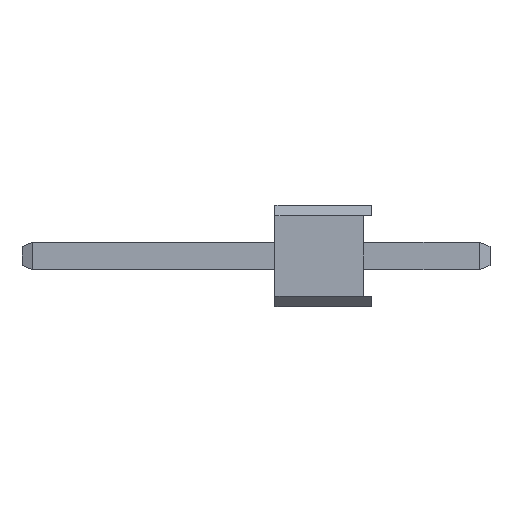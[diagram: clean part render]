
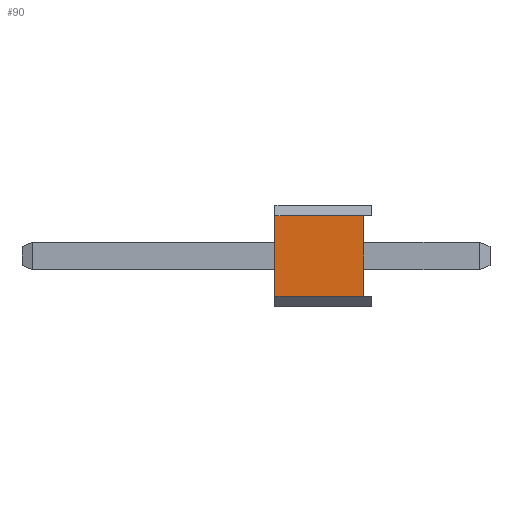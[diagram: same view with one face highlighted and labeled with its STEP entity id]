
A CAD part, left-side view. The second image highlights one B-rep face of the part: STEP entity #90.
In plain terms, the highlighted planar face has unit normal (-1, 0, 0).
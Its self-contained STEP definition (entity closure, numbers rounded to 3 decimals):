
#64 = CARTESIAN_POINT ( 'NONE',  ( -0.945, 5.3, -0.625 ) ) ;
#90 = ADVANCED_FACE ( 'NONE', ( #509 ), #839, .T. ) ;
#113 = AXIS2_PLACEMENT_3D ( 'NONE', #503, #749, #621 ) ;
#137 = DIRECTION ( 'NONE',  ( 0., 0., -1. ) ) ;
#138 = EDGE_LOOP ( 'NONE', ( #1412, #1078, #348, #975 ) ) ;
#151 = DIRECTION ( 'NONE',  ( 0., 1., 0. ) ) ;
#163 = EDGE_CURVE ( 'NONE', #314, #1178, #1275, .T. ) ;
#314 = VERTEX_POINT ( 'NONE', #1460 ) ;
#348 = ORIENTED_EDGE ( 'NONE', *, *, #619, .T. ) ;
#402 = LINE ( 'NONE', #1295, #1082 ) ;
#503 = CARTESIAN_POINT ( 'NONE',  ( -0.945, 5.3, -0.875 ) ) ;
#509 = FACE_OUTER_BOUND ( 'NONE', #138, .T. ) ;
#536 = VERTEX_POINT ( 'NONE', #1122 ) ;
#599 = LINE ( 'NONE', #842, #940 ) ;
#619 = EDGE_CURVE ( 'NONE', #536, #314, #1201, .T. ) ;
#621 = DIRECTION ( 'NONE',  ( 0., 0., 1. ) ) ;
#702 = EDGE_CURVE ( 'NONE', #1400, #536, #599, .T. ) ;
#749 = DIRECTION ( 'NONE',  ( -1., 0., 0. ) ) ;
#779 = VECTOR ( 'NONE', #137, 1000. ) ;
#839 = PLANE ( 'NONE',  #113 ) ;
#842 = CARTESIAN_POINT ( 'NONE',  ( -0.945, 5.3, 1.275 ) ) ;
#940 = VECTOR ( 'NONE', #151, 1000. ) ;
#974 = CARTESIAN_POINT ( 'NONE',  ( -0.945, 3.2, 1.275 ) ) ;
#975 = ORIENTED_EDGE ( 'NONE', *, *, #163, .T. ) ;
#1007 = VECTOR ( 'NONE', #1415, 1000. ) ;
#1078 = ORIENTED_EDGE ( 'NONE', *, *, #702, .T. ) ;
#1082 = VECTOR ( 'NONE', #1417, 1000. ) ;
#1122 = CARTESIAN_POINT ( 'NONE',  ( -0.945, 5.3, 1.275 ) ) ;
#1142 = CARTESIAN_POINT ( 'NONE',  ( -0.945, 5.3, -0.875 ) ) ;
#1178 = VERTEX_POINT ( 'NONE', #1402 ) ;
#1201 = LINE ( 'NONE', #1142, #779 ) ;
#1275 = LINE ( 'NONE', #64, #1007 ) ;
#1295 = CARTESIAN_POINT ( 'NONE',  ( -0.945, 3.2, -0.875 ) ) ;
#1320 = EDGE_CURVE ( 'NONE', #1400, #1178, #402, .T. ) ;
#1400 = VERTEX_POINT ( 'NONE', #974 ) ;
#1402 = CARTESIAN_POINT ( 'NONE',  ( -0.945, 3.2, -0.625 ) ) ;
#1412 = ORIENTED_EDGE ( 'NONE', *, *, #1320, .F. ) ;
#1415 = DIRECTION ( 'NONE',  ( 0., -1., 0. ) ) ;
#1417 = DIRECTION ( 'NONE',  ( 0., 0., -1. ) ) ;
#1460 = CARTESIAN_POINT ( 'NONE',  ( -0.945, 5.3, -0.625 ) ) ;
